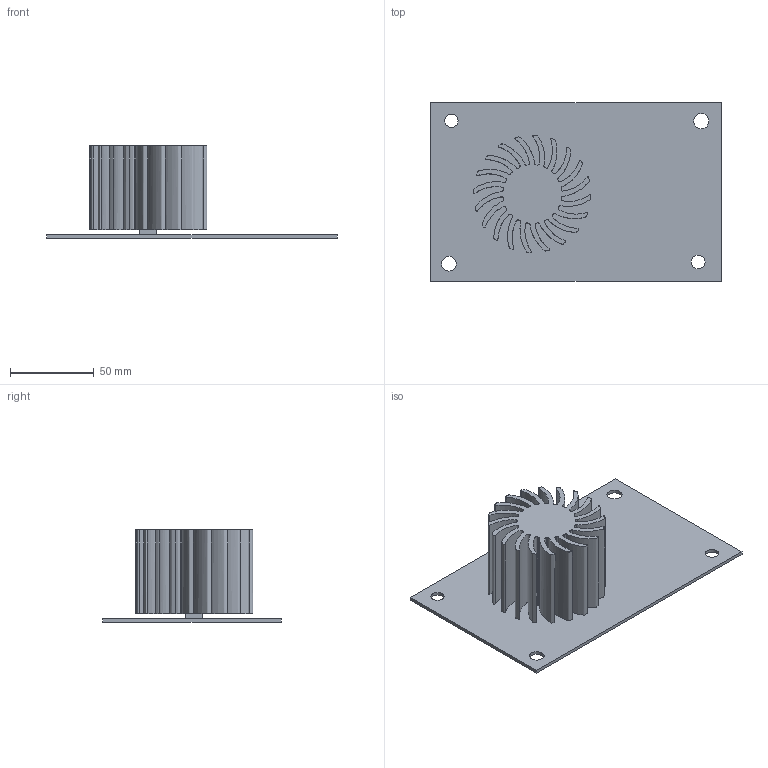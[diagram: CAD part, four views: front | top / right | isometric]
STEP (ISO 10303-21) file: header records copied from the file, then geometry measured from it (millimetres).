
FILE_DESCRIPTION(('FreeCAD Model'),'2;1');
FILE_NAME( '001.step', '2016-08-11T22:50:44',('Author'),(''), 'Open CASCADE STEP processor 6.8','FreeCAD','Unknown');
FILE_SCHEMA(('AUTOMOTIVE_DESIGN_CC2 { 1 2 10303 214 -1 1 5 4 }'));
Length unit declared in the file: millimetre
Products named in the file (3): HeatSink; Pad; Pad001
Bounding box: 173.3 x 106.55 x 55 mm (x, y, z)
Volume: 137463.5 mm3; surface area: 84858.6 mm2
Topology: 3 solids, 3 shells, 98 faces, 276 edges, 184 vertices
Faces by surface type: bspline 80, plane 14, cylinder 4
Full cylindrical faces by diameter (mm): 7.988 x1, 8.119 x1, 8.744 x1, 9.099 x1
Entity records: 7330 total; most frequent: CARTESIAN_POINT 3751, ORIENTED_EDGE 552, PCURVE 552, DEFINITIONAL_REPRESENTATION 552, B_SPLINE_CURVE_WITH_KNOTS 400, EDGE_CURVE 276, SURFACE_CURVE 272, VERTEX_POINT 184
